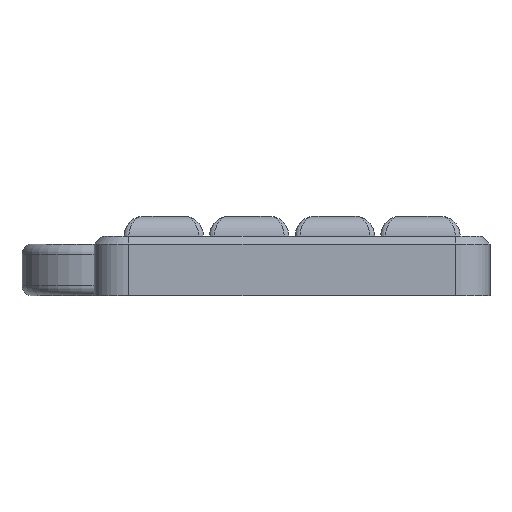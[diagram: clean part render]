
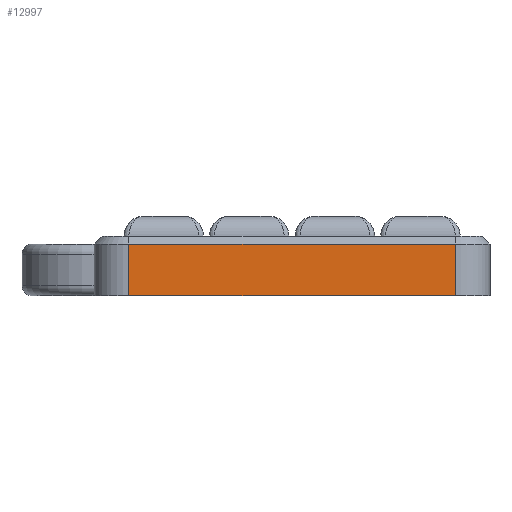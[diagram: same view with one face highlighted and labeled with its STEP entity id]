
A CAD part, left-side view. The second image highlights one B-rep face of the part: STEP entity #12997.
In plain terms, the highlighted planar face has unit normal (-1, 0, 0).
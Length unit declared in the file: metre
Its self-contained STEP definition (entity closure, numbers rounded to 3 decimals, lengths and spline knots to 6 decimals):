
#5054=ORIENTED_EDGE('',*,*,#6931,.T.);
#5055=ORIENTED_EDGE('',*,*,#6932,.T.);
#5056=ORIENTED_EDGE('',*,*,#6929,.F.);
#5057=ORIENTED_EDGE('',*,*,#6890,.F.);
#6890=EDGE_CURVE('',#7940,#7941,#8946,.T.);
#6929=EDGE_CURVE('',#7941,#7962,#8967,.T.);
#6931=EDGE_CURVE('',#7940,#7963,#8968,.T.);
#6932=EDGE_CURVE('',#7963,#7962,#8969,.F.);
#7940=VERTEX_POINT('',#26167);
#7941=VERTEX_POINT('',#26169);
#7962=VERTEX_POINT('',#26244);
#7963=VERTEX_POINT('',#26248);
#8946=LINE('',#26168,#9960);
#8967=LINE('',#26243,#9981);
#8968=LINE('',#26247,#9982);
#8969=LINE('',#26249,#9983);
#9960=VECTOR('',#19098,1.);
#9981=VECTOR('',#19185,1.);
#9982=VECTOR('',#19190,1.);
#9983=VECTOR('',#19191,1.);
#10888=EDGE_LOOP('',(#5054,#5055,#5056,#5057));
#11790=FACE_BOUND('',#10888,.T.);
#12104=PLANE('',#15098);
#12997=ADVANCED_FACE('',(#11790),#12104,.F.);
#15098=AXIS2_PLACEMENT_3D('',#26246,#19188,#19189);
#19098=DIRECTION('',(0.,1.,0.));
#19185=DIRECTION('',(0.,0.,1.));
#19188=DIRECTION('',(1.,0.,0.));
#19189=DIRECTION('',(0.,1.,0.));
#19190=DIRECTION('',(0.,0.,1.));
#19191=DIRECTION('',(0.,-1.,0.));
#26167=CARTESIAN_POINT('',(-0.023559,0.02218,-0.002));
#26168=CARTESIAN_POINT('',(-0.023559,0.03038,-0.002));
#26169=CARTESIAN_POINT('',(-0.023559,0.03858,-0.002));
#26243=CARTESIAN_POINT('',(-0.023559,0.03858,0.));
#26244=CARTESIAN_POINT('',(-0.023559,0.03858,0.0006));
#26246=CARTESIAN_POINT('',(-0.023559,0.03038,0.));
#26247=CARTESIAN_POINT('',(-0.023559,0.02218,0.));
#26248=CARTESIAN_POINT('',(-0.023559,0.02218,0.0006));
#26249=CARTESIAN_POINT('',(-0.023559,0.03038,0.0006));
